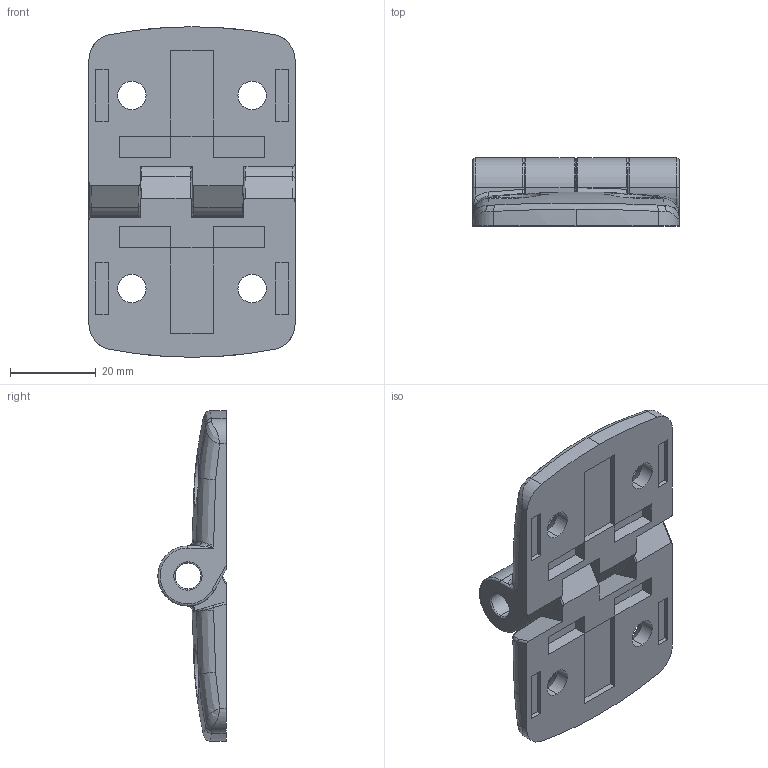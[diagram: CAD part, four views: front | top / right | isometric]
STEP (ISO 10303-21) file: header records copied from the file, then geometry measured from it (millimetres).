
FILE_DESCRIPTION (( 'STEP AP214' ), '1' );
FILE_NAME ('6221660', '2019-01-28T16:59:08', ( '' ), ('JUGARD+KÜNSTNER GmbH'), 'SwSTEP 2.0', 'SolidWorks 2017', '' );
FILE_SCHEMA (( 'AUTOMOTIVE_DESIGN' ));
Length unit declared in the file: millimetre
Products named in the file (2): Part2; 6221660
Assembly tree (2 placements, depth 2):
  6221660
    Part2  x2
Bounding box: 48 x 15.9 x 77 mm (x, y, z)
Volume: 23290.9 mm3; surface area: 12115.9 mm2
Topology: 2 solids, 2 shells, 206 faces, 534 edges, 332 vertices
Faces by surface type: plane 74, bspline 68, cylinder 56, cone 8
Entity records: 5789 total; most frequent: CARTESIAN_POINT 2338, ORIENTED_EDGE 528, DIRECTION 394, EDGE_CURVE 264, VERTEX_POINT 166, AXIS2_PLACEMENT_3D 138, VECTOR 118, LINE 118
